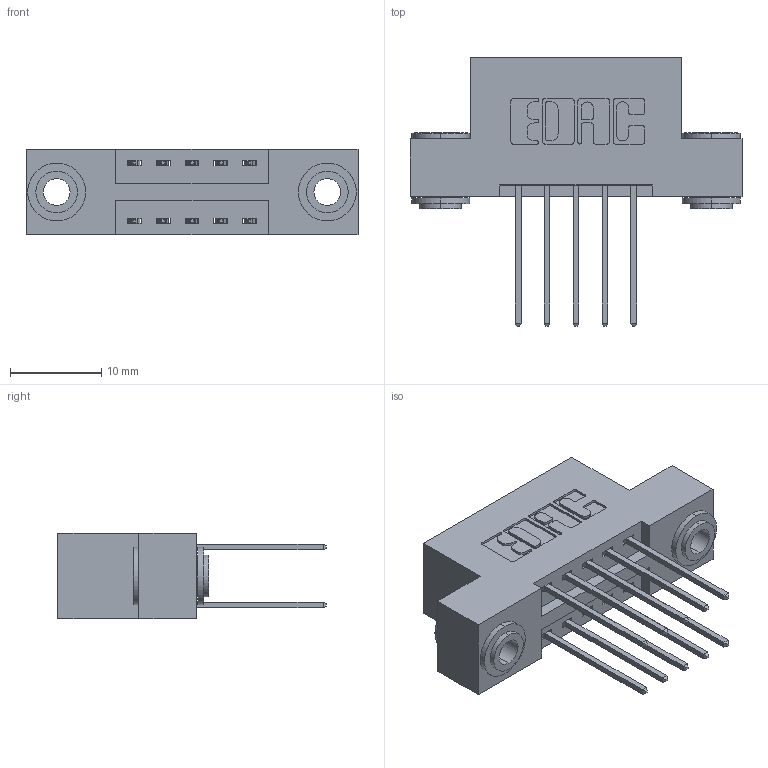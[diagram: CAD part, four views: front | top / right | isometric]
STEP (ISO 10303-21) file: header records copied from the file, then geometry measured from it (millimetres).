
FILE_DESCRIPTION (( 'STEP AP203' ), '1' );
FILE_NAME ('346-010-540-203.STEP', '2018-08-17T07:12:46', ( '' ), ( '' ), 'SwSTEP 2.0', 'SolidWorks 2016', '' );
FILE_SCHEMA (( 'CONFIG_CONTROL_DESIGN' ));
Length unit declared in the file: inch
Products named in the file (4): 346 Part_Flush Mounting Lugs - 0.156 Dia-TH; 346-010-540-203; 345-250-002_345-250-002-102; 345-292-001_345-293-140
Assembly tree (13 placements, depth 2):
  346-010-540-203
    346 Part_Flush Mounting Lugs - 0.156 Dia-TH
    345-292-001_345-293-140  x10
    345-250-002_345-250-002-102  x2
Bounding box: 36.45 x 29.46 x 9.4 mm (x, y, z)
Volume: 3324.2 mm3; surface area: 4381.2 mm2
Topology: 13 solids, 13 shells, 680 faces, 1955 edges, 1286 vertices
Faces by surface type: plane 436, cylinder 236, cone 8
Entity records: 8912 total; most frequent: CARTESIAN_POINT 1495, ORIENTED_EDGE 1422, DIRECTION 1401, EDGE_CURVE 711, VECTOR 535, LINE 535, VERTEX_POINT 470, AXIS2_PLACEMENT_3D 433
